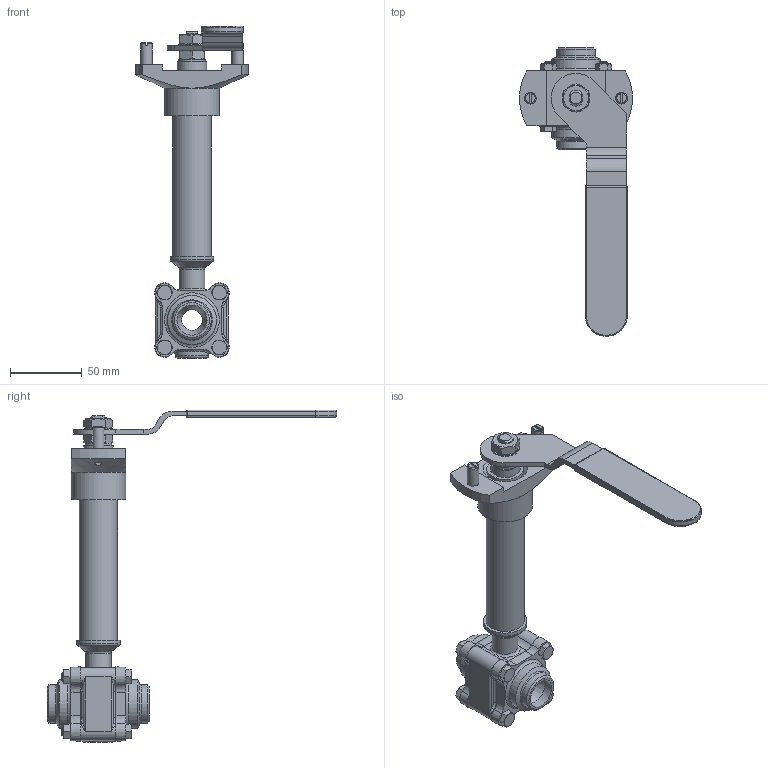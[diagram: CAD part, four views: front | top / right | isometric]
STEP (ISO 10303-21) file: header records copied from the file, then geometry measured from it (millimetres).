
FILE_DESCRIPTION((''),'2;1');
FILE_NAME('GA-C44-07-BWA-W-A-1.stp','2011-06-28T10:24:33',('jaday'),(''),'Autodesk Inventor 2009','Autodesk Inventor 2009','');
FILE_SCHEMA(('AUTOMOTIVE_DESIGN { 1 0 10303 214 1 1 1 1 }'));
Length unit declared in the file: millimetre
Products named in the file (13): GA-C44-07-BWA-W-A-1; GA-B30719-14296-A-1; GA-B35444-54857-A-1; GA-B35265-54524-A-1; GA-C44-05-STEM-BUILD-A-1; GA-B04407-27100-A-1; M06-8-045-110-A-1; M06-8-000-360-A-1; GA-B03736-08188-A-1; GA-C32348-14408-A-1; GA-C32348-SLEEVE-A-1; GA-B03796-11498-A-1; GA-BC0221-11461-A-1
Assembly tree (21 placements, depth 2):
  GA-C44-07-BWA-W-A-1
    GA-B30719-14296-A-1
    GA-B35444-54857-A-1
    GA-B35265-54524-A-1
    GA-C44-05-STEM-BUILD-A-1
    GA-B04407-27100-A-1  x2
    M06-8-045-110-A-1  x4
    M06-8-000-360-A-1  x4
    GA-B03736-08188-A-1  x2
    GA-C32348-14408-A-1
    GA-C32348-SLEEVE-A-1
    GA-B03796-11498-A-1
    GA-BC0221-11461-A-1  x2
Bounding box: 78.74 x 201.32 x 231.19 mm (x, y, z)
Volume: 208256.3 mm3; surface area: 99285.1 mm2
Topology: 21 solids, 21 shells, 487 faces, 1139 edges, 694 vertices
Faces by surface type: plane 186, cone 140, cylinder 111, bspline 42, torus 4, sphere 4
Full cylindrical faces by diameter (mm): 4.917 x4, 6 x4, 6.5 x8, 6.88 x4, 8.128 x2, 9.728 x2, 14.3 x1, 14.35 x2, 17.78 x1, 18.466 x1, 18.847 x1, 19.418 x1, 20.383 x1, 20.714 x1, 20.975 x2, 23.368 x1, 23.673 x1, 23.813 x1, 25.451 x1, 25.59 x1, 26.67 x1, 26.825 x2, 30.48 x1, 34.05 x2, 38.1 x1
Entity records: 11183 total; most frequent: CARTESIAN_POINT 3977, DIRECTION 1460, ORIENTED_EDGE 1362, EDGE_CURVE 681, AXIS2_PLACEMENT_3D 596, VERTEX_POINT 447, EDGE_LOOP 400, FACE_OUTER_BOUND 311
